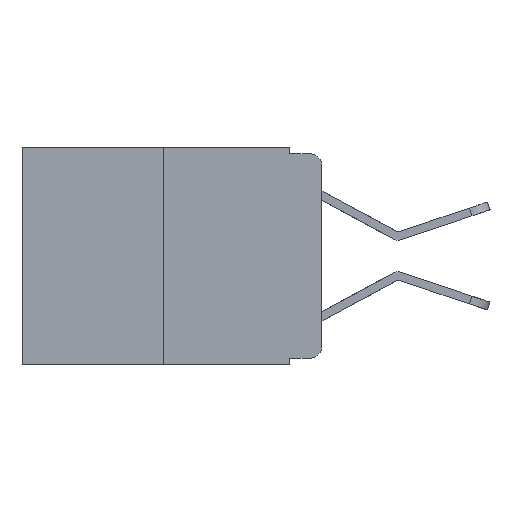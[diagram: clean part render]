
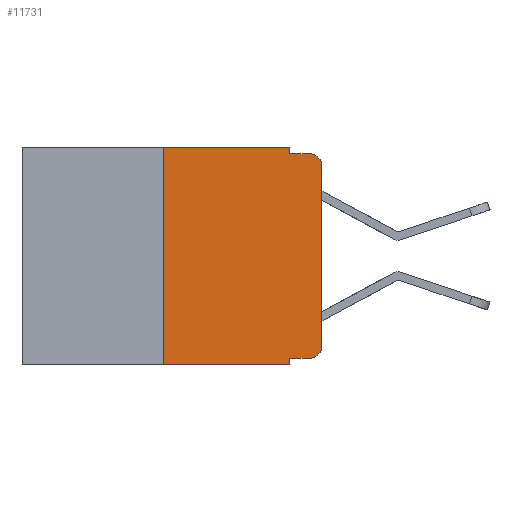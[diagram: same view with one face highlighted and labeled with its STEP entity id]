
A CAD part, left-side view. The second image highlights one B-rep face of the part: STEP entity #11731.
In plain terms, the highlighted planar face has unit normal (-1, 0, 0).
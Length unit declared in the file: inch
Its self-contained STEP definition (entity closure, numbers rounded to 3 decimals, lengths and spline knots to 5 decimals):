
#78 = VERTEX_POINT ( 'NONE', #8141 ) ;
#121 = VECTOR ( 'NONE', #2281, 39.37008 ) ;
#155 = ORIENTED_EDGE ( 'NONE', *, *, #1858, .T. ) ;
#239 = LINE ( 'NONE', #8504, #2616 ) ;
#326 = CARTESIAN_POINT ( 'NONE',  ( 0., 0.051, -0.343 ) ) ;
#464 = LINE ( 'NONE', #13048, #14248 ) ;
#812 = CARTESIAN_POINT ( 'NONE',  ( 0., 0.051, -0.01 ) ) ;
#919 = CARTESIAN_POINT ( 'NONE',  ( 0., 0.473, 0. ) ) ;
#1632 = CARTESIAN_POINT ( 'NONE',  ( 0., 0.051, -0.333 ) ) ;
#1858 = EDGE_CURVE ( 'NONE', #5922, #2199, #6654, .T. ) ;
#2191 = EDGE_CURVE ( 'NONE', #2199, #9029, #16112, .T. ) ;
#2199 = VERTEX_POINT ( 'NONE', #15750 ) ;
#2251 = ORIENTED_EDGE ( 'NONE', *, *, #12955, .F. ) ;
#2269 = ORIENTED_EDGE ( 'NONE', *, *, #9886, .F. ) ;
#2281 = DIRECTION ( 'NONE',  ( 0., -1., 0. ) ) ;
#2320 = DIRECTION ( 'NONE',  ( 0., -1., 0. ) ) ;
#2464 = AXIS2_PLACEMENT_3D ( 'NONE', #14654, #6762, #15969 ) ;
#2561 = ORIENTED_EDGE ( 'NONE', *, *, #4320, .T. ) ;
#2616 = VECTOR ( 'NONE', #13778, 39.37008 ) ;
#3032 = EDGE_CURVE ( 'NONE', #12077, #78, #10403, .T. ) ;
#3211 = ORIENTED_EDGE ( 'NONE', *, *, #12015, .F. ) ;
#3333 = CARTESIAN_POINT ( 'NONE',  ( 0., 0.473, 0. ) ) ;
#3684 = DIRECTION ( 'NONE',  ( 0., -1., 0. ) ) ;
#3830 = ORIENTED_EDGE ( 'NONE', *, *, #16407, .F. ) ;
#4320 = EDGE_CURVE ( 'NONE', #5934, #10978, #464, .T. ) ;
#4472 = ORIENTED_EDGE ( 'NONE', *, *, #13800, .F. ) ;
#4719 = ORIENTED_EDGE ( 'NONE', *, *, #2191, .T. ) ;
#5012 = LINE ( 'NONE', #7766, #11668 ) ;
#5922 = VERTEX_POINT ( 'NONE', #15186 ) ;
#5934 = VERTEX_POINT ( 'NONE', #13928 ) ;
#6023 = CARTESIAN_POINT ( 'NONE',  ( 0., 0.051, 0. ) ) ;
#6392 = EDGE_CURVE ( 'NONE', #9029, #12077, #5012, .T. ) ;
#6654 = LINE ( 'NONE', #1632, #13272 ) ;
#6762 = DIRECTION ( 'NONE',  ( -1., 0., 0. ) ) ;
#7337 = DIRECTION ( 'NONE',  ( 0., 0., -1. ) ) ;
#7430 = ORIENTED_EDGE ( 'NONE', *, *, #6392, .T. ) ;
#7766 = CARTESIAN_POINT ( 'NONE',  ( 0., 0., 0. ) ) ;
#7811 = DIRECTION ( 'NONE',  ( 0., 0., 1. ) ) ;
#7953 = CARTESIAN_POINT ( 'NONE',  ( 0., 0.25, 0. ) ) ;
#8141 = CARTESIAN_POINT ( 'NONE',  ( 0., 0.02, -0.01 ) ) ;
#8227 = CARTESIAN_POINT ( 'NONE',  ( 0., 0.051, 0. ) ) ;
#8504 = CARTESIAN_POINT ( 'NONE',  ( 0., 0.25, 0. ) ) ;
#9029 = VERTEX_POINT ( 'NONE', #16040 ) ;
#9397 = EDGE_LOOP ( 'NONE', ( #7430, #11102, #3830, #4472, #3211, #2251, #2561, #2269, #155, #4719 ) ) ;
#9886 = EDGE_CURVE ( 'NONE', #5922, #10978, #14883, .T. ) ;
#9901 = VECTOR ( 'NONE', #10451, 39.37008 ) ;
#9931 = DIRECTION ( 'NONE',  ( 0., 0., -1. ) ) ;
#10236 = VERTEX_POINT ( 'NONE', #7953 ) ;
#10255 = CARTESIAN_POINT ( 'NONE',  ( 0., 0.051, -0.01 ) ) ;
#10403 = CIRCLE ( 'NONE', #2464, 0.02 ) ;
#10451 = DIRECTION ( 'NONE',  ( 0., 0., -1. ) ) ;
#10501 = LINE ( 'NONE', #919, #14005 ) ;
#10978 = VERTEX_POINT ( 'NONE', #326 ) ;
#11102 = ORIENTED_EDGE ( 'NONE', *, *, #3032, .T. ) ;
#11226 = VERTEX_POINT ( 'NONE', #812 ) ;
#11528 = AXIS2_PLACEMENT_3D ( 'NONE', #16342, #16397, #15831 ) ;
#11668 = VECTOR ( 'NONE', #7811, 39.37008 ) ;
#11731 = ADVANCED_FACE ( 'NONE', ( #15039 ), #15175, .F. ) ;
#12015 = EDGE_CURVE ( 'NONE', #10236, #12313, #10501, .T. ) ;
#12077 = VERTEX_POINT ( 'NONE', #14354 ) ;
#12313 = VERTEX_POINT ( 'NONE', #8227 ) ;
#12955 = EDGE_CURVE ( 'NONE', #5934, #10236, #239, .T. ) ;
#13048 = CARTESIAN_POINT ( 'NONE',  ( 0., 0.473, -0.343 ) ) ;
#13237 = DIRECTION ( 'NONE',  ( 0., -1., 0. ) ) ;
#13272 = VECTOR ( 'NONE', #2320, 39.37008 ) ;
#13428 = LINE ( 'NONE', #15688, #9901 ) ;
#13534 = LINE ( 'NONE', #10255, #121 ) ;
#13778 = DIRECTION ( 'NONE',  ( 0., 0., 1. ) ) ;
#13800 = EDGE_CURVE ( 'NONE', #12313, #11226, #13428, .T. ) ;
#13928 = CARTESIAN_POINT ( 'NONE',  ( 0., 0.25, -0.343 ) ) ;
#14005 = VECTOR ( 'NONE', #3684, 39.37008 ) ;
#14248 = VECTOR ( 'NONE', #13237, 39.37008 ) ;
#14354 = CARTESIAN_POINT ( 'NONE',  ( 0., 0., -0.03 ) ) ;
#14380 = AXIS2_PLACEMENT_3D ( 'NONE', #3333, #15224, #7337 ) ;
#14463 = VECTOR ( 'NONE', #9931, 39.37008 ) ;
#14654 = CARTESIAN_POINT ( 'NONE',  ( 0., 0.02, -0.03 ) ) ;
#14883 = LINE ( 'NONE', #6023, #14463 ) ;
#15039 = FACE_OUTER_BOUND ( 'NONE', #9397, .T. ) ;
#15175 = PLANE ( 'NONE',  #14380 ) ;
#15186 = CARTESIAN_POINT ( 'NONE',  ( 0., 0.051, -0.333 ) ) ;
#15224 = DIRECTION ( 'NONE',  ( 1., 0., 0. ) ) ;
#15688 = CARTESIAN_POINT ( 'NONE',  ( 0., 0.051, 0. ) ) ;
#15750 = CARTESIAN_POINT ( 'NONE',  ( 0., 0.02, -0.333 ) ) ;
#15831 = DIRECTION ( 'NONE',  ( 0., 0., -1. ) ) ;
#15969 = DIRECTION ( 'NONE',  ( 0., 0., -1. ) ) ;
#16040 = CARTESIAN_POINT ( 'NONE',  ( 0., 0., -0.313 ) ) ;
#16112 = CIRCLE ( 'NONE', #11528, 0.02 ) ;
#16342 = CARTESIAN_POINT ( 'NONE',  ( 0., 0.02, -0.313 ) ) ;
#16397 = DIRECTION ( 'NONE',  ( -1., 0., 0. ) ) ;
#16407 = EDGE_CURVE ( 'NONE', #11226, #78, #13534, .T. ) ;
